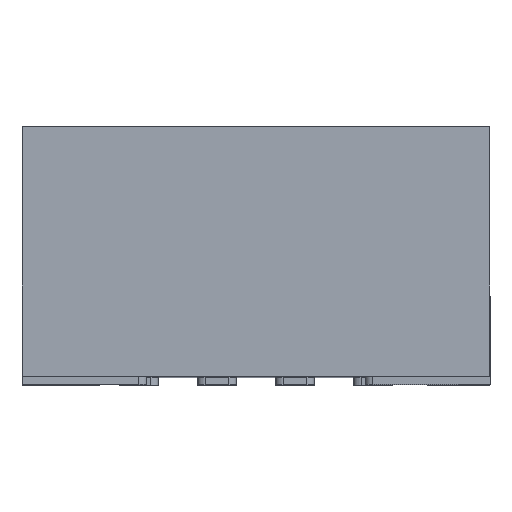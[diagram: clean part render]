
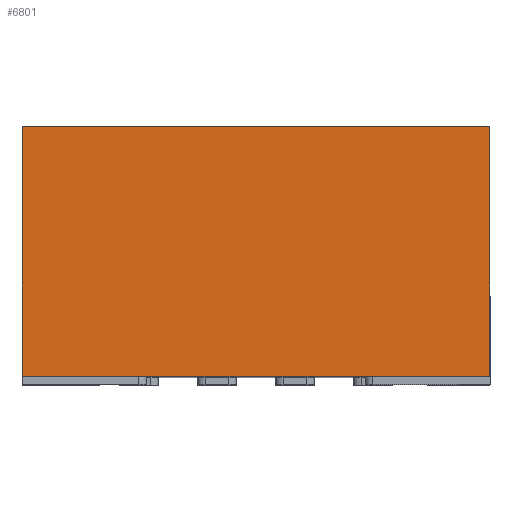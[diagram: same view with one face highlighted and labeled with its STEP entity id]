
A CAD part, top view. The second image highlights one B-rep face of the part: STEP entity #6801.
In plain terms, the highlighted planar face has unit normal (0, 0, 1).
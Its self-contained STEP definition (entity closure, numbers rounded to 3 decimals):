
#234 = VECTOR ( 'NONE', #8017, 1000. ) ;
#347 = CARTESIAN_POINT ( 'NONE',  ( -1.5, 0.05, 2.5 ) ) ;
#352 = VECTOR ( 'NONE', #7347, 1000. ) ;
#618 = EDGE_CURVE ( 'NONE', #908, #4963, #5722, .T. ) ;
#908 = VERTEX_POINT ( 'NONE', #5443 ) ;
#964 = ORIENTED_EDGE ( 'NONE', *, *, #5065, .F. ) ;
#1621 = ORIENTED_EDGE ( 'NONE', *, *, #2403, .T. ) ;
#1942 = DIRECTION ( 'NONE',  ( 1., 0., 0. ) ) ;
#2403 = EDGE_CURVE ( 'NONE', #908, #3799, #3413, .T. ) ;
#3210 = CARTESIAN_POINT ( 'NONE',  ( 1.5, 1.65, 2.5 ) ) ;
#3291 = LINE ( 'NONE', #5480, #234 ) ;
#3337 = PLANE ( 'NONE',  #6400 ) ;
#3375 = VECTOR ( 'NONE', #4220, 1000. ) ;
#3413 = LINE ( 'NONE', #4027, #352 ) ;
#3799 = VERTEX_POINT ( 'NONE', #3210 ) ;
#3986 = CARTESIAN_POINT ( 'NONE',  ( -1.5, -5.831, 2.5 ) ) ;
#4027 = CARTESIAN_POINT ( 'NONE',  ( 1.5, -5.831, 2.5 ) ) ;
#4220 = DIRECTION ( 'NONE',  ( -1., 0., 0. ) ) ;
#4566 = DIRECTION ( 'NONE',  ( 0., 0., 1. ) ) ;
#4963 = VERTEX_POINT ( 'NONE', #6175 ) ;
#5065 = EDGE_CURVE ( 'NONE', #5554, #3799, #3291, .T. ) ;
#5223 = DIRECTION ( 'NONE',  ( 0., 1., 0. ) ) ;
#5292 = CARTESIAN_POINT ( 'NONE',  ( -1.5, 1.65, 2.5 ) ) ;
#5443 = CARTESIAN_POINT ( 'NONE',  ( 1.5, 0.05, 2.5 ) ) ;
#5480 = CARTESIAN_POINT ( 'NONE',  ( -1.5, 1.65, 2.5 ) ) ;
#5554 = VERTEX_POINT ( 'NONE', #5292 ) ;
#5712 = ORIENTED_EDGE ( 'NONE', *, *, #6414, .F. ) ;
#5718 = EDGE_LOOP ( 'NONE', ( #8153, #1621, #964, #5712 ) ) ;
#5722 = LINE ( 'NONE', #347, #3375 ) ;
#5874 = LINE ( 'NONE', #8553, #8642 ) ;
#5945 = FACE_OUTER_BOUND ( 'NONE', #5718, .T. ) ;
#6175 = CARTESIAN_POINT ( 'NONE',  ( -1.5, 0.05, 2.5 ) ) ;
#6400 = AXIS2_PLACEMENT_3D ( 'NONE', #3986, #4566, #1942 ) ;
#6414 = EDGE_CURVE ( 'NONE', #4963, #5554, #5874, .T. ) ;
#6801 = ADVANCED_FACE ( 'NONE', ( #5945 ), #3337, .T. ) ;
#7347 = DIRECTION ( 'NONE',  ( 0., 1., 0. ) ) ;
#8017 = DIRECTION ( 'NONE',  ( 1., 0., 0. ) ) ;
#8153 = ORIENTED_EDGE ( 'NONE', *, *, #618, .F. ) ;
#8553 = CARTESIAN_POINT ( 'NONE',  ( -1.5, -5.831, 2.5 ) ) ;
#8642 = VECTOR ( 'NONE', #5223, 1000. ) ;
